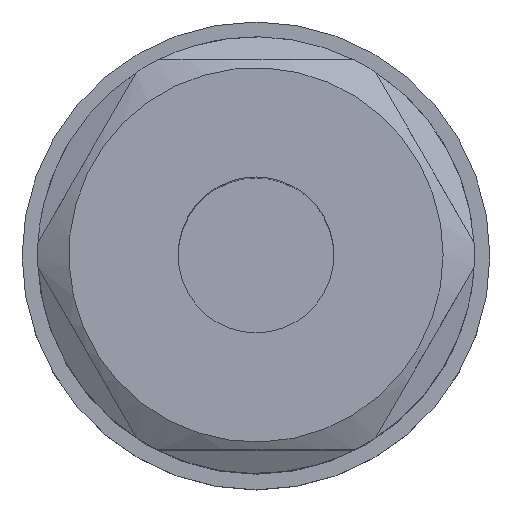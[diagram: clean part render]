
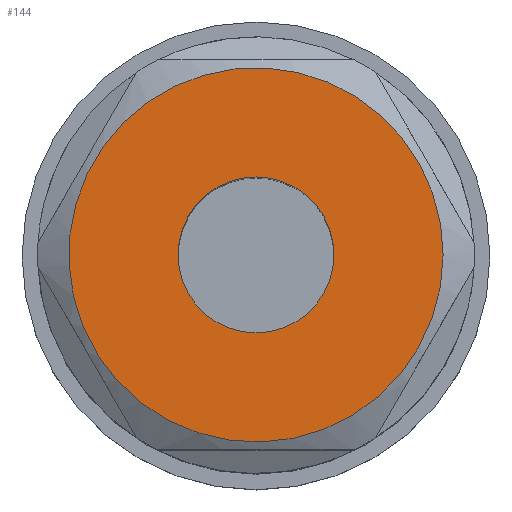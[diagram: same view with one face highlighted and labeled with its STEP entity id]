
A CAD part, top view. The second image highlights one B-rep face of the part: STEP entity #144.
In plain terms, the highlighted planar face has unit normal (0, 0, 1).
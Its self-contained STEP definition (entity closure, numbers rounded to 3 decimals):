
#122=FACE_BOUND('',#219,.T.);
#123=FACE_BOUND('',#220,.T.);
#144=ADVANCED_FACE('',(#122,#123),#167,.T.);
#167=PLANE('',#498);
#219=EDGE_LOOP('',(#299));
#220=EDGE_LOOP('',(#300));
#299=ORIENTED_EDGE('',*,*,#428,.T.);
#300=ORIENTED_EDGE('',*,*,#421,.T.);
#381=VERTEX_POINT('',#738);
#382=VERTEX_POINT('',#777);
#421=EDGE_CURVE('',#381,#381,#455,.T.);
#428=EDGE_CURVE('',#382,#382,#456,.T.);
#455=CIRCLE('',#495,12.);
#456=CIRCLE('',#497,5.);
#495=AXIS2_PLACEMENT_3D('',#737,#601,#602);
#497=AXIS2_PLACEMENT_3D('',#776,#605,#606);
#498=AXIS2_PLACEMENT_3D('',#778,#607,#608);
#601=DIRECTION('',(0.,0.,1.));
#602=DIRECTION('',(1.,0.,0.));
#605=DIRECTION('',(0.,0.,-1.));
#606=DIRECTION('',(-1.,0.,0.));
#607=DIRECTION('',(0.,0.,1.));
#608=DIRECTION('',(1.,0.,0.));
#737=CARTESIAN_POINT('',(0.,0.,43.));
#738=CARTESIAN_POINT('',(12.,0.,43.));
#776=CARTESIAN_POINT('',(0.,0.,43.));
#777=CARTESIAN_POINT('',(-5.,0.,43.));
#778=CARTESIAN_POINT('',(0.,0.,43.));
